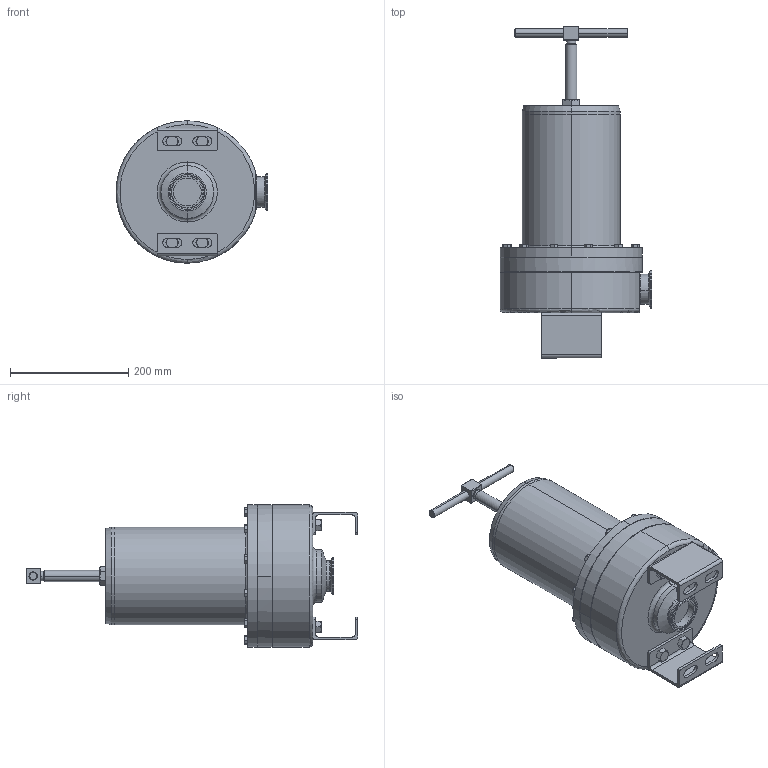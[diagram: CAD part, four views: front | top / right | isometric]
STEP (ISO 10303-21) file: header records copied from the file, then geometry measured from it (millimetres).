
FILE_DESCRIPTION (( 'STEP AP203' ), '1' );
FILE_NAME ('96-200-6L.STEP', '2017-02-20T19:12:33', ( '' ), ( '' ), 'SwSTEP 2.0', 'SolidWorks 2014', '' );
FILE_SCHEMA (( 'CONFIG_CONTROL_DESIGN' ));
Length unit declared in the file: inch
Products named in the file (2): 96-200-6L
Bounding box: 256.49 x 560.58 x 240.54 mm (x, y, z)
Volume: 10435641.2 mm3; surface area: 423348.1 mm2
Topology: 1 solids, 1 shells, 457 faces, 1095 edges, 675 vertices
Faces by surface type: plane 179, cone 135, cylinder 122, torus 21
Entity records: 14539 total; most frequent: CARTESIAN_POINT 3790, DIRECTION 2202, ORIENTED_EDGE 2190, EDGE_CURVE 1095, AXIS2_PLACEMENT_3D 877, VERTEX_POINT 675, EDGE_LOOP 548, ADVANCED_FACE 457
